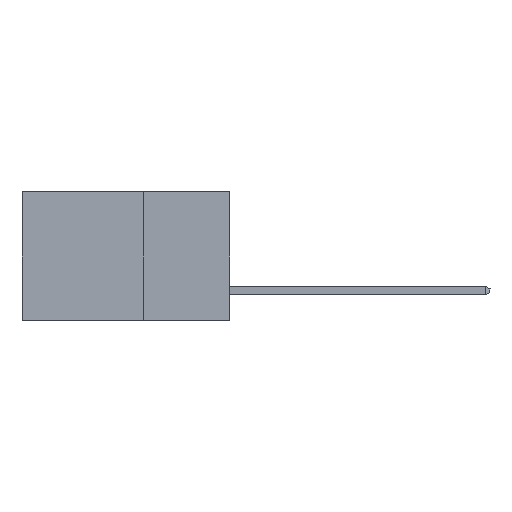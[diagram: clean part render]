
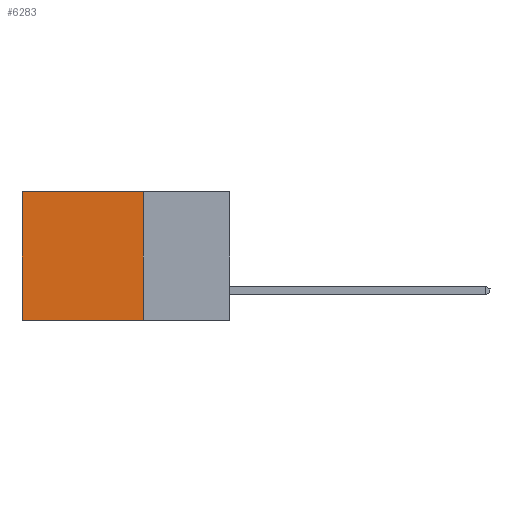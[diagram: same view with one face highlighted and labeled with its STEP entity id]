
A CAD part, left-side view. The second image highlights one B-rep face of the part: STEP entity #6283.
In plain terms, the highlighted planar face has unit normal (-1, 0, 0).
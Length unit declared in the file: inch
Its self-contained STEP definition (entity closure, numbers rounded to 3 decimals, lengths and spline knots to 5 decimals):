
#347 = LINE ( 'NONE', #5172, #3412 ) ;
#678 = LINE ( 'NONE', #2241, #12059 ) ;
#1029 = FACE_OUTER_BOUND ( 'NONE', #5011, .T. ) ;
#2241 = CARTESIAN_POINT ( 'NONE',  ( 0.2615, 0.6, -0.37 ) ) ;
#2902 = LINE ( 'NONE', #9288, #12631 ) ;
#3412 = VECTOR ( 'NONE', #5373, 39.37008 ) ;
#5011 = EDGE_LOOP ( 'NONE', ( #11465, #19109, #7121, #18845 ) ) ;
#5172 = CARTESIAN_POINT ( 'NONE',  ( 0.2615, 0.25, -0.37 ) ) ;
#5373 = DIRECTION ( 'NONE',  ( 0., 0., -1. ) ) ;
#6283 = ADVANCED_FACE ( 'NONE', ( #1029 ), #20439, .F. ) ;
#6416 = VECTOR ( 'NONE', #19338, 39.37008 ) ;
#7121 = ORIENTED_EDGE ( 'NONE', *, *, #11433, .F. ) ;
#7977 = EDGE_CURVE ( 'NONE', #16229, #13149, #2902, .T. ) ;
#9288 = CARTESIAN_POINT ( 'NONE',  ( 0.2615, 0.25, 0. ) ) ;
#10378 = CARTESIAN_POINT ( 'NONE',  ( 0.2615, 0.25, 0. ) ) ;
#11133 = EDGE_CURVE ( 'NONE', #13149, #11475, #678, .T. ) ;
#11359 = EDGE_CURVE ( 'NONE', #12691, #11475, #17775, .T. ) ;
#11433 = EDGE_CURVE ( 'NONE', #16229, #12691, #347, .T. ) ;
#11465 = ORIENTED_EDGE ( 'NONE', *, *, #11133, .T. ) ;
#11475 = VERTEX_POINT ( 'NONE', #18091 ) ;
#11848 = DIRECTION ( 'NONE',  ( 0., 0., -1. ) ) ;
#12059 = VECTOR ( 'NONE', #11848, 39.37008 ) ;
#12631 = VECTOR ( 'NONE', #19378, 39.37008 ) ;
#12691 = VERTEX_POINT ( 'NONE', #17595 ) ;
#13084 = CARTESIAN_POINT ( 'NONE',  ( 0.2615, 0.25, -0.37 ) ) ;
#13149 = VERTEX_POINT ( 'NONE', #18935 ) ;
#14175 = CARTESIAN_POINT ( 'NONE',  ( 0.2615, 0.25, -0.37 ) ) ;
#15434 = DIRECTION ( 'NONE',  ( 0., 0., -1. ) ) ;
#15533 = DIRECTION ( 'NONE',  ( 1., 0., 0. ) ) ;
#16229 = VERTEX_POINT ( 'NONE', #10378 ) ;
#17595 = CARTESIAN_POINT ( 'NONE',  ( 0.2615, 0.25, -0.37 ) ) ;
#17775 = LINE ( 'NONE', #13084, #6416 ) ;
#18091 = CARTESIAN_POINT ( 'NONE',  ( 0.2615, 0.6, -0.37 ) ) ;
#18845 = ORIENTED_EDGE ( 'NONE', *, *, #7977, .T. ) ;
#18935 = CARTESIAN_POINT ( 'NONE',  ( 0.2615, 0.6, 0. ) ) ;
#19076 = AXIS2_PLACEMENT_3D ( 'NONE', #14175, #15533, #15434 ) ;
#19109 = ORIENTED_EDGE ( 'NONE', *, *, #11359, .F. ) ;
#19338 = DIRECTION ( 'NONE',  ( 0., 1., 0. ) ) ;
#19378 = DIRECTION ( 'NONE',  ( 0., 1., 0. ) ) ;
#20439 = PLANE ( 'NONE',  #19076 ) ;
